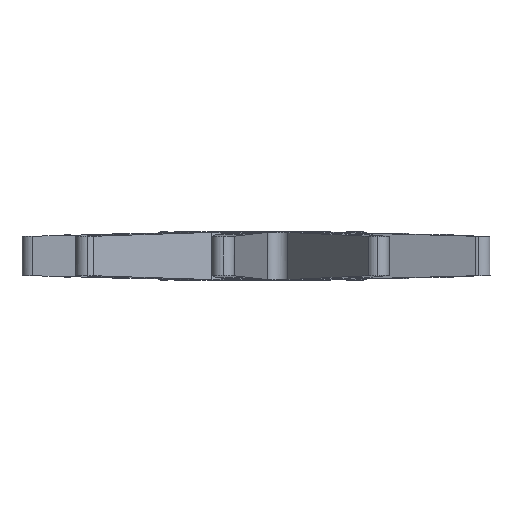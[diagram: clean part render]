
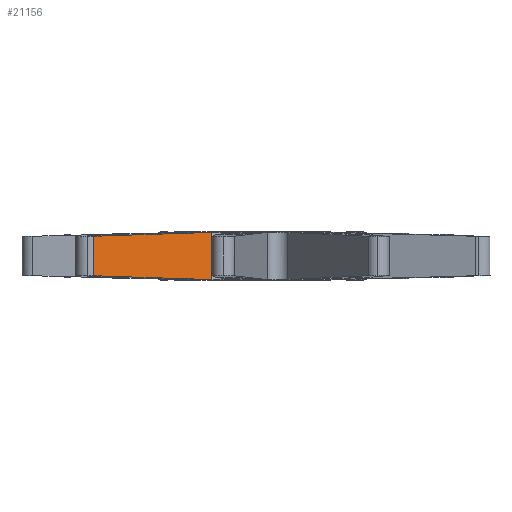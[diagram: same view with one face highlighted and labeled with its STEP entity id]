
A CAD part, left-side view. The second image highlights one B-rep face of the part: STEP entity #21156.
In plain terms, the highlighted planar face has unit normal (-0.799, -0.601, 0).
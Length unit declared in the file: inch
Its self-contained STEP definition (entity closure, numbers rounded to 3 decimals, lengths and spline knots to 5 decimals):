
#252 = B_SPLINE_CURVE_WITH_KNOTS ( 'NONE', 3,
 ( #18601, #28513, #23055, #17903 ),
 .UNSPECIFIED., .F., .F.,
 ( 4, 4 ),
 ( 0.0348, 0.03877 ),
 .UNSPECIFIED. ) ;
#593 = CARTESIAN_POINT ( 'NONE',  ( -1.48174, 1.56263, -0.21114 ) ) ;
#764 = CARTESIAN_POINT ( 'NONE',  ( -1.4099, 1.46713, -0.21424 ) ) ;
#1517 = CARTESIAN_POINT ( 'NONE',  ( -1.10709, 1.06461, -0.22731 ) ) ;
#1859 = CARTESIAN_POINT ( 'NONE',  ( -1.10709, 1.06461, -0.22731 ) ) ;
#2811 = CARTESIAN_POINT ( 'NONE',  ( -0.70817, 0.53436, -0.24429 ) ) ;
#3012 = EDGE_CURVE ( 'NONE', #8211, #22069, #26527, .T. ) ;
#3152 = CARTESIAN_POINT ( 'NONE',  ( -1.55359, 1.65813, -0.20803 ) ) ;
#3224 = PLANE ( 'NONE',  #3797 ) ;
#3797 = AXIS2_PLACEMENT_3D ( 'NONE', #16534, #24071, #26973 ) ;
#4012 = EDGE_CURVE ( 'NONE', #5543, #8211, #22343, .T. ) ;
#5428 = EDGE_CURVE ( 'NONE', #26344, #5543, #19661, .T. ) ;
#5543 = VERTEX_POINT ( 'NONE', #28708 ) ;
#6641 = ORIENTED_EDGE ( 'NONE', *, *, #20830, .T. ) ;
#6663 = CARTESIAN_POINT ( 'NONE',  ( -1.62543, 1.75363, 0.25 ) ) ;
#6816 = CARTESIAN_POINT ( 'NONE',  ( -1.00541, 0.92946, -0.23168 ) ) ;
#7133 = CARTESIAN_POINT ( 'NONE',  ( -1.30896, 1.33296, -0.21861 ) ) ;
#8211 = VERTEX_POINT ( 'NONE', #33405 ) ;
#8213 = CARTESIAN_POINT ( 'NONE',  ( -0.70817, 0.53436, 0.25 ) ) ;
#9546 = CARTESIAN_POINT ( 'NONE',  ( -0.80206, 0.65916, -0.24034 ) ) ;
#10911 = EDGE_LOOP ( 'NONE', ( #17109, #26204, #26197, #33009, #6641, #32478, #17426, #26523, #15570, #29614 ) ) ;
#10918 = CARTESIAN_POINT ( 'NONE',  ( -0.80206, 0.65916, -0.24034 ) ) ;
#11214 = CARTESIAN_POINT ( 'NONE',  ( -1.30896, 1.33296, 0.21861 ) ) ;
#11938 = CARTESIAN_POINT ( 'NONE',  ( -1.00541, 0.92946, 0.23168 ) ) ;
#12951 = CARTESIAN_POINT ( 'NONE',  ( -0.77076, 0.61756, 0.24167 ) ) ;
#13254 = B_SPLINE_CURVE_WITH_KNOTS ( 'NONE', 3,
 ( #1517, #6816, #22890, #9546 ),
 .UNSPECIFIED., .F., .F.,
 ( 4, 4 ),
 ( 0.02191, 0.0348 ),
 .UNSPECIFIED. ) ;
#14167 = CARTESIAN_POINT ( 'NONE',  ( -0.90374, 0.79431, 0.23604 ) ) ;
#15570 = ORIENTED_EDGE ( 'NONE', *, *, #16697, .T. ) ;
#15683 = CARTESIAN_POINT ( 'NONE',  ( -0.80206, 0.65916, 0.24034 ) ) ;
#15898 = DIRECTION ( 'NONE',  ( 0., 0., 1. ) ) ;
#15960 = CARTESIAN_POINT ( 'NONE',  ( -1.62543, 1.75363, 0.20491 ) ) ;
#16494 = CARTESIAN_POINT ( 'NONE',  ( -1.20802, 1.19879, 0.22297 ) ) ;
#16534 = CARTESIAN_POINT ( 'NONE',  ( -0.19552, -0.14709, 0.25 ) ) ;
#16697 = EDGE_CURVE ( 'NONE', #21029, #26344, #22352, .T. ) ;
#17109 = ORIENTED_EDGE ( 'NONE', *, *, #4012, .T. ) ;
#17232 = VERTEX_POINT ( 'NONE', #10918 ) ;
#17383 = CARTESIAN_POINT ( 'NONE',  ( -1.10709, 1.06461, -0.22731 ) ) ;
#17426 = ORIENTED_EDGE ( 'NONE', *, *, #29720, .T. ) ;
#17903 = CARTESIAN_POINT ( 'NONE',  ( -0.70817, 0.53436, -0.24429 ) ) ;
#18540 = VECTOR ( 'NONE', #15898, 39.37008 ) ;
#18601 = CARTESIAN_POINT ( 'NONE',  ( -0.80206, 0.65916, -0.24034 ) ) ;
#18747 = CARTESIAN_POINT ( 'NONE',  ( -1.10709, 1.06461, 0.22731 ) ) ;
#18901 = CARTESIAN_POINT ( 'NONE',  ( -1.4099, 1.46713, 0.21424 ) ) ;
#18957 = VERTEX_POINT ( 'NONE', #2811 ) ;
#19183 = CARTESIAN_POINT ( 'NONE',  ( -1.55359, 1.65813, 0.20803 ) ) ;
#19639 = CARTESIAN_POINT ( 'NONE',  ( -0.80206, 0.65916, 0.24034 ) ) ;
#19661 = LINE ( 'NONE', #6663, #32260 ) ;
#19808 = CARTESIAN_POINT ( 'NONE',  ( -1.10709, 1.06461, 0.22731 ) ) ;
#20280 = B_SPLINE_CURVE_WITH_KNOTS ( 'NONE', 3,
 ( #19639, #14167, #11938, #19808 ),
 .UNSPECIFIED., .F., .F.,
 ( 4, 4 ),
 ( 0.02563, 0.03852 ),
 .UNSPECIFIED. ) ;
#20830 = EDGE_CURVE ( 'NONE', #18957, #28239, #28897, .T. ) ;
#21029 = VERTEX_POINT ( 'NONE', #30753 ) ;
#21156 = ADVANCED_FACE ( 'NONE', ( #21843 ), #3224, .F. ) ;
#21843 = FACE_OUTER_BOUND ( 'NONE', #10911, .T. ) ;
#22069 = VERTEX_POINT ( 'NONE', #1859 ) ;
#22343 = B_SPLINE_CURVE_WITH_KNOTS ( 'NONE', 3,
 ( #31366, #3152, #593, #764 ),
 .UNSPECIFIED., .F., .F.,
 ( 4, 4 ),
 ( 0., 0.00911 ),
 .UNSPECIFIED. ) ;
#22352 = B_SPLINE_CURVE_WITH_KNOTS ( 'NONE', 3,
 ( #29621, #27384, #19183, #27214 ),
 .UNSPECIFIED., .F., .F.,
 ( 4, 4 ),
 ( 0.05132, 0.06043 ),
 .UNSPECIFIED. ) ;
#22890 = CARTESIAN_POINT ( 'NONE',  ( -0.90374, 0.79431, -0.23604 ) ) ;
#22938 = CARTESIAN_POINT ( 'NONE',  ( -0.80206, 0.65916, 0.24034 ) ) ;
#23055 = CARTESIAN_POINT ( 'NONE',  ( -0.73947, 0.57596, -0.24298 ) ) ;
#23557 = CARTESIAN_POINT ( 'NONE',  ( -0.73947, 0.57596, 0.24298 ) ) ;
#23867 = CARTESIAN_POINT ( 'NONE',  ( -1.10709, 1.06461, 0.22731 ) ) ;
#24071 = DIRECTION ( 'NONE',  ( 0.799, 0.601, 0. ) ) ;
#24219 = B_SPLINE_CURVE_WITH_KNOTS ( 'NONE', 3,
 ( #23867, #16494, #11214, #18901 ),
 .UNSPECIFIED., .F., .F.,
 ( 4, 4 ),
 ( 0.03852, 0.05132 ),
 .UNSPECIFIED. ) ;
#24674 = CARTESIAN_POINT ( 'NONE',  ( -0.70817, 0.53436, 0.24429 ) ) ;
#24837 = EDGE_CURVE ( 'NONE', #17232, #18957, #252, .T. ) ;
#24878 = EDGE_CURVE ( 'NONE', #28239, #26723, #28380, .T. ) ;
#25669 = EDGE_CURVE ( 'NONE', #22069, #17232, #13254, .T. ) ;
#25771 = CARTESIAN_POINT ( 'NONE',  ( -0.70817, 0.53436, 0.24429 ) ) ;
#26104 = EDGE_CURVE ( 'NONE', #27084, #21029, #24219, .T. ) ;
#26197 = ORIENTED_EDGE ( 'NONE', *, *, #25669, .T. ) ;
#26204 = ORIENTED_EDGE ( 'NONE', *, *, #3012, .T. ) ;
#26344 = VERTEX_POINT ( 'NONE', #15960 ) ;
#26523 = ORIENTED_EDGE ( 'NONE', *, *, #26104, .T. ) ;
#26527 = B_SPLINE_CURVE_WITH_KNOTS ( 'NONE', 3,
 ( #31240, #7133, #30556, #17383 ),
 .UNSPECIFIED., .F., .F.,
 ( 4, 4 ),
 ( 0.00911, 0.02191 ),
 .UNSPECIFIED. ) ;
#26723 = VERTEX_POINT ( 'NONE', #22938 ) ;
#26973 = DIRECTION ( 'NONE',  ( -0.601, 0.799, 0. ) ) ;
#27084 = VERTEX_POINT ( 'NONE', #18747 ) ;
#27214 = CARTESIAN_POINT ( 'NONE',  ( -1.62543, 1.75363, 0.20491 ) ) ;
#27358 = DIRECTION ( 'NONE',  ( 0., 0., -1. ) ) ;
#27384 = CARTESIAN_POINT ( 'NONE',  ( -1.48174, 1.56263, 0.21114 ) ) ;
#28239 = VERTEX_POINT ( 'NONE', #24674 ) ;
#28380 = B_SPLINE_CURVE_WITH_KNOTS ( 'NONE', 3,
 ( #25771, #23557, #12951, #15683 ),
 .UNSPECIFIED., .F., .F.,
 ( 4, 4 ),
 ( 0.02167, 0.02563 ),
 .UNSPECIFIED. ) ;
#28513 = CARTESIAN_POINT ( 'NONE',  ( -0.77076, 0.61756, -0.24167 ) ) ;
#28708 = CARTESIAN_POINT ( 'NONE',  ( -1.62543, 1.75363, -0.20491 ) ) ;
#28897 = LINE ( 'NONE', #8213, #18540 ) ;
#29614 = ORIENTED_EDGE ( 'NONE', *, *, #5428, .T. ) ;
#29621 = CARTESIAN_POINT ( 'NONE',  ( -1.4099, 1.46713, 0.21424 ) ) ;
#29720 = EDGE_CURVE ( 'NONE', #26723, #27084, #20280, .T. ) ;
#30556 = CARTESIAN_POINT ( 'NONE',  ( -1.20802, 1.19879, -0.22297 ) ) ;
#30753 = CARTESIAN_POINT ( 'NONE',  ( -1.4099, 1.46713, 0.21424 ) ) ;
#31240 = CARTESIAN_POINT ( 'NONE',  ( -1.4099, 1.46713, -0.21424 ) ) ;
#31366 = CARTESIAN_POINT ( 'NONE',  ( -1.62543, 1.75363, -0.20491 ) ) ;
#32260 = VECTOR ( 'NONE', #27358, 39.37008 ) ;
#32478 = ORIENTED_EDGE ( 'NONE', *, *, #24878, .T. ) ;
#33009 = ORIENTED_EDGE ( 'NONE', *, *, #24837, .T. ) ;
#33405 = CARTESIAN_POINT ( 'NONE',  ( -1.4099, 1.46713, -0.21424 ) ) ;
